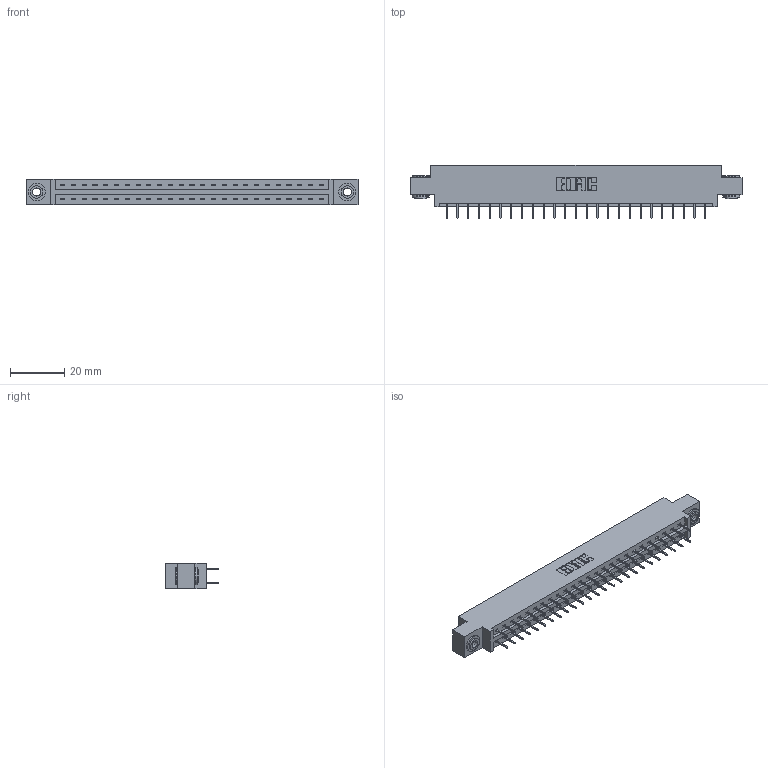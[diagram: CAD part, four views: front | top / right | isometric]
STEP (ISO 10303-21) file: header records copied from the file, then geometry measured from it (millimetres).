
FILE_DESCRIPTION (( 'STEP AP203' ), '1' );
FILE_NAME ('337-050-524-803.STEP', '2019-10-11T17:28:36', ( '' ), ( '' ), 'SwSTEP 2.0', 'SolidWorks 2016', '' );
FILE_SCHEMA (( 'CONFIG_CONTROL_DESIGN' ));
Length unit declared in the file: inch
Products named in the file (4): 337 Part_0.170 Offset - 0.156 Dia-TH; 337-050-524-803; 345-292-001_345-293-124; 345-250-002_345-250-002-102
Assembly tree (53 placements, depth 2):
  337-050-524-803
    337 Part_0.170 Offset - 0.156 Dia-TH
    345-292-001_345-293-124  x50
    345-250-002_345-250-002-102  x2
Bounding box: 122.07 x 19.69 x 9.4 mm (x, y, z)
Volume: 12464.9 mm3; surface area: 14024.3 mm2
Topology: 53 solids, 53 shells, 3056 faces, 8649 edges, 5562 vertices
Faces by surface type: plane 2284, cylinder 764, cone 8
Entity records: 22438 total; most frequent: CARTESIAN_POINT 3769, ORIENTED_EDGE 3698, DIRECTION 3271, EDGE_CURVE 1849, LINE 1701, VECTOR 1701, VERTEX_POINT 1226, AXIS2_PLACEMENT_3D 785
